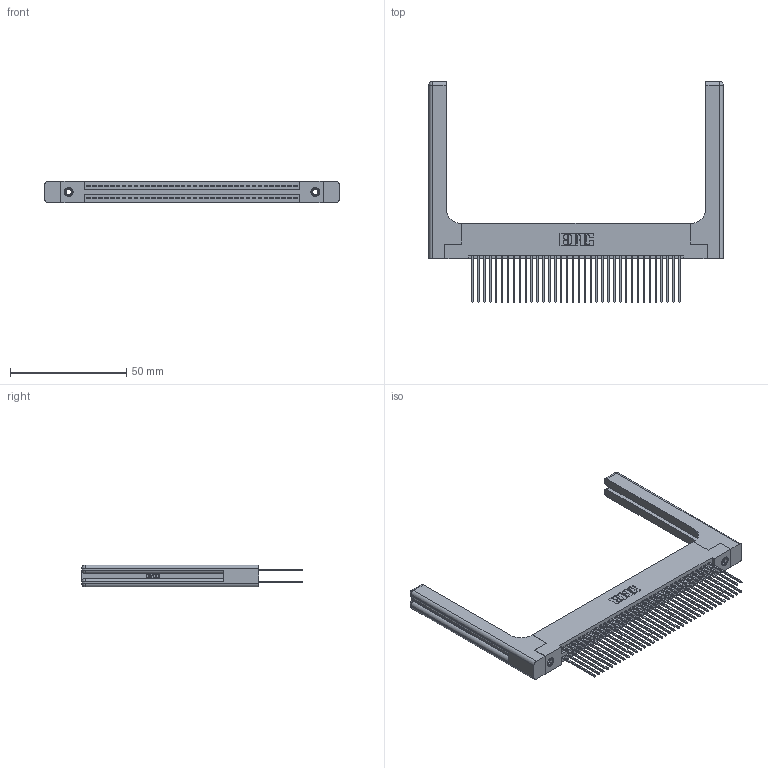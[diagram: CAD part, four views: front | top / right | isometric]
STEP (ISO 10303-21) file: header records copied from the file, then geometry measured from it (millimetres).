
FILE_DESCRIPTION (( 'STEP AP203' ), '1' );
FILE_NAME ('395-072-541-258.STEP', '2019-10-24T12:18:57', ( '' ), ( '' ), 'SwSTEP 2.0', 'SolidWorks 2016', '' );
FILE_SCHEMA (( 'CONFIG_CONTROL_DESIGN' ));
Length unit declared in the file: inch
Products named in the file (5): 345-292-001_345-293-141; 345-250-001_345-250-001-102; 345-220-058_345-220-058; 395-072-541-258; 345 Part_Flush Mounting Lugs - 0.156 Dia-TH
Assembly tree (77 placements, depth 2):
  395-072-541-258
    345 Part_Flush Mounting Lugs - 0.156 Dia-TH
    345-292-001_345-293-141  x72
    345-250-001_345-250-001-102  x2
    345-220-058_345-220-058  x2
Bounding box: 126.47 x 94.92 x 9.4 mm (x, y, z)
Volume: 21117.6 mm3; surface area: 25572.1 mm2
Topology: 77 solids, 77 shells, 3982 faces, 11735 edges, 7706 vertices
Faces by surface type: plane 2604, cylinder 1318, bspline 36, cone 12, sphere 8, torus 4
Entity records: 34254 total; most frequent: CARTESIAN_POINT 6741, ORIENTED_EDGE 5472, DIRECTION 4884, EDGE_CURVE 2736, LINE 2368, VECTOR 2368, VERTEX_POINT 1814, AXIS2_PLACEMENT_3D 1258
